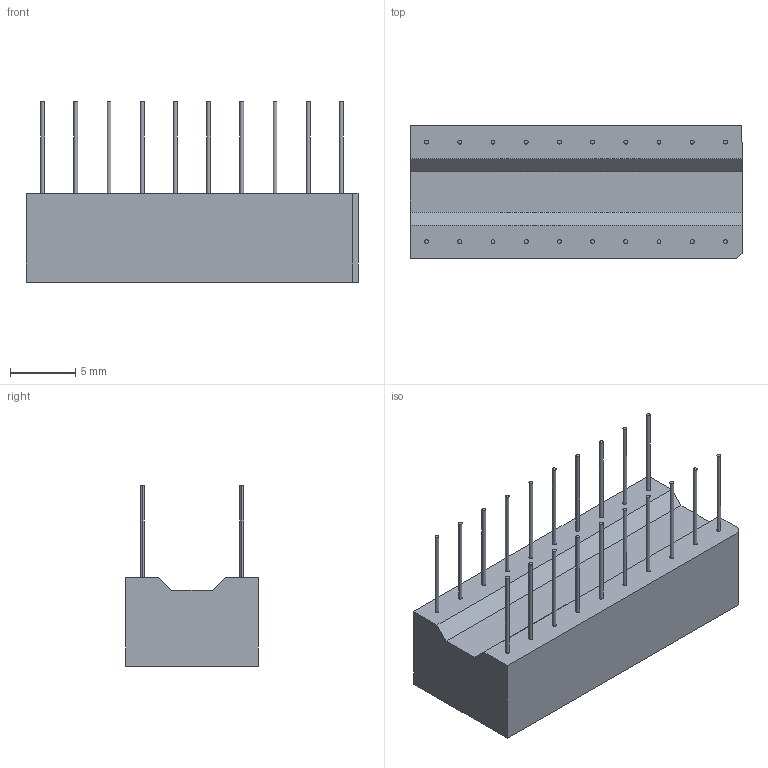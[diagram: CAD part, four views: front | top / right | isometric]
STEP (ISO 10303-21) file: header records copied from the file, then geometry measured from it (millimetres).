
FILE_DESCRIPTION (( 'STEP AP214' ), '1' );
FILE_NAME ('User Library-LED_BAR_10.STEP', '2017-01-02T17:37:25', ( 'Windows User' ), ( '' ), 'SwSTEP 2.0', 'SolidWorks 2017', '' );
FILE_SCHEMA (( 'AUTOMOTIVE_DESIGN' ));
Length unit declared in the file: millimetre
Products named in the file (1): User Library-LED_BAR_10
Bounding box: 25.4 x 10.16 x 13.8 mm (x, y, z)
Volume: 1651.9 mm3; surface area: 1159.1 mm2
Topology: 21 solids, 21 shells, 141 faces, 267 edges, 178 vertices
Faces by surface type: plane 101, cylinder 40
Entity records: 5306 total; most frequent: DIRECTION 631, CARTESIAN_POINT 587, ORIENTED_EDGE 534, EDGE_CURVE 267, AXIS2_PLACEMENT_3D 222, VECTOR 187, LINE 187, VERTEX_POINT 178
